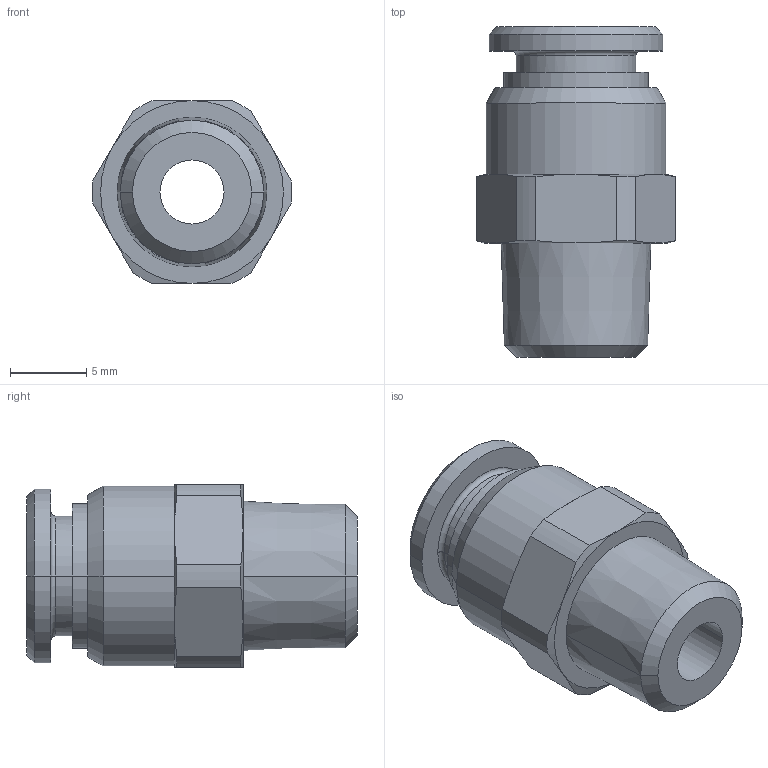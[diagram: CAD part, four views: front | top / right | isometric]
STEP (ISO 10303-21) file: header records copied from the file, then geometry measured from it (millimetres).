
FILE_DESCRIPTION((''),'2;1');
FILE_NAME('mxm.11.06.18',(''),('sopra-pneumatic'),'PRO/ENGINEER BY PARAMETRIC TECHNOLOGY CORPORATION, 2015110','PRO/ENGINEER BY PARAMETRIC TECHNOLOGY CORPORATION, 2015110','');
FILE_SCHEMA(('CONFIG_CONTROL_DESIGN'));
Length unit declared in the file: millimetre
Products named in the file (1): 380462B_951X4-6FF-1-8K
Bounding box: 13.09 x 21.7 x 12 mm (x, y, z)
Volume: 1422.8 mm3; surface area: 1495 mm2
Topology: 1 solids, 1 shells, 69 faces, 156 edges, 94 vertices
Faces by surface type: cone 28, cylinder 22, plane 15, torus 4
Entity records: 2036 total; most frequent: CARTESIAN_POINT 429, DIRECTION 348, ORIENTED_EDGE 312, EDGE_CURVE 156, AXIS2_PLACEMENT_3D 151, VERTEX_POINT 94, CIRCLE 82, EDGE_LOOP 80
